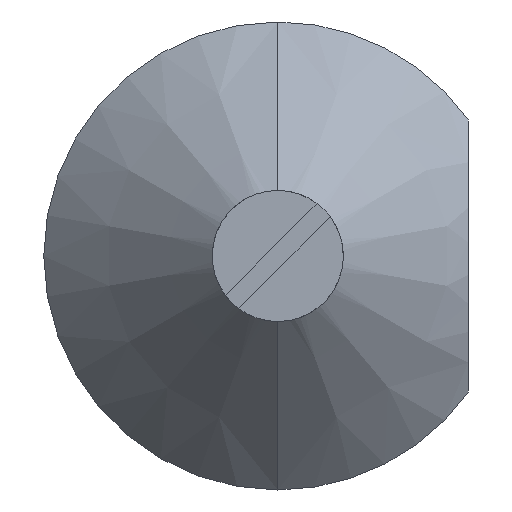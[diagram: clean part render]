
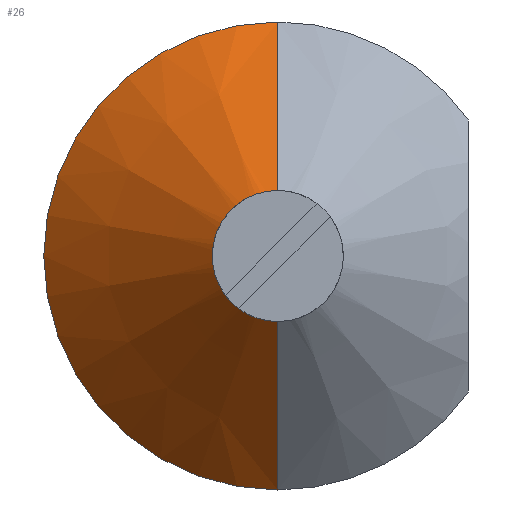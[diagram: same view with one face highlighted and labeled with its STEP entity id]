
A CAD part, left-side view. The second image highlights one B-rep face of the part: STEP entity #26.
In plain terms, the highlighted conical face has half-angle 45 degrees and reference radius 12.5 mm.
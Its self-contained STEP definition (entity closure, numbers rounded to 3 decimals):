
#18 = CARTESIAN_POINT ( 'NONE',  ( -7.5, 0., 0. ) ) ;
#26 = ADVANCED_FACE ( 'NONE', ( #499 ), #962, .T. ) ;
#60 = DIRECTION ( 'NONE',  ( 0.707, 0., 0.707 ) ) ;
#86 = CIRCLE ( 'NONE', #474, 12.5 ) ;
#136 = CARTESIAN_POINT ( 'NONE',  ( -7.5, 0., 12.5 ) ) ;
#159 = ORIENTED_EDGE ( 'NONE', *, *, #924, .F. ) ;
#174 = ORIENTED_EDGE ( 'NONE', *, *, #689, .F. ) ;
#247 = DIRECTION ( 'NONE',  ( 0., 0., -1. ) ) ;
#331 = CARTESIAN_POINT ( 'NONE',  ( -17.5, 0., 0. ) ) ;
#336 = DIRECTION ( 'NONE',  ( 0., 0., -1. ) ) ;
#341 = CARTESIAN_POINT ( 'NONE',  ( -7.5, 0., 0. ) ) ;
#348 = AXIS2_PLACEMENT_3D ( 'NONE', #18, #910, #336 ) ;
#366 = CARTESIAN_POINT ( 'NONE',  ( -17.5, 0., 2.5 ) ) ;
#371 = VERTEX_POINT ( 'NONE', #410 ) ;
#387 = AXIS2_PLACEMENT_3D ( 'NONE', #331, #964, #247 ) ;
#388 = CIRCLE ( 'NONE', #387, 2.5 ) ;
#393 = ORIENTED_EDGE ( 'NONE', *, *, #746, .T. ) ;
#406 = VECTOR ( 'NONE', #835, 1000. ) ;
#410 = CARTESIAN_POINT ( 'NONE',  ( -17.5, 0., -2.5 ) ) ;
#436 = CARTESIAN_POINT ( 'NONE',  ( -7.5, 0., -12.5 ) ) ;
#474 = AXIS2_PLACEMENT_3D ( 'NONE', #341, #987, #767 ) ;
#499 = FACE_OUTER_BOUND ( 'NONE', #820, .T. ) ;
#530 = VERTEX_POINT ( 'NONE', #953 ) ;
#553 = ORIENTED_EDGE ( 'NONE', *, *, #907, .F. ) ;
#597 = LINE ( 'NONE', #436, #406 ) ;
#625 = LINE ( 'NONE', #136, #667 ) ;
#655 = VERTEX_POINT ( 'NONE', #656 ) ;
#656 = CARTESIAN_POINT ( 'NONE',  ( -7.5, 0., 12.5 ) ) ;
#667 = VECTOR ( 'NONE', #60, 1000. ) ;
#689 = EDGE_CURVE ( 'NONE', #1045, #371, #388, .T. ) ;
#746 = EDGE_CURVE ( 'NONE', #1045, #655, #625, .T. ) ;
#767 = DIRECTION ( 'NONE',  ( 0., 0., -1. ) ) ;
#820 = EDGE_LOOP ( 'NONE', ( #174, #393, #159, #553 ) ) ;
#835 = DIRECTION ( 'NONE',  ( 0.707, 0., -0.707 ) ) ;
#907 = EDGE_CURVE ( 'NONE', #371, #530, #597, .T. ) ;
#910 = DIRECTION ( 'NONE',  ( 1., 0., 0. ) ) ;
#924 = EDGE_CURVE ( 'NONE', #530, #655, #86, .T. ) ;
#953 = CARTESIAN_POINT ( 'NONE',  ( -7.5, 0., -12.5 ) ) ;
#962 = CONICAL_SURFACE ( 'NONE', #348, 12.5, 0.785 ) ;
#964 = DIRECTION ( 'NONE',  ( -1., 0., 0. ) ) ;
#987 = DIRECTION ( 'NONE',  ( 1., 0., 0. ) ) ;
#1045 = VERTEX_POINT ( 'NONE', #366 ) ;
